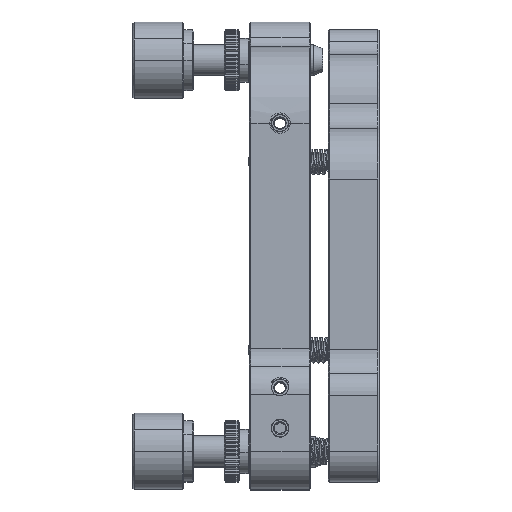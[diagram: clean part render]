
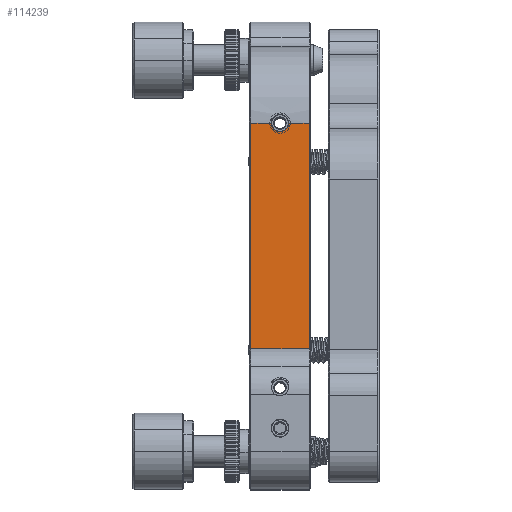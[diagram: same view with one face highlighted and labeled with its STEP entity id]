
A CAD part, top view. The second image highlights one B-rep face of the part: STEP entity #114239.
In plain terms, the highlighted planar face has unit normal (0, 0, 1).
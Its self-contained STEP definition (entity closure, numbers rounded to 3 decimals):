
#481 = CARTESIAN_POINT ( 'NONE',  ( -16.242, 16.912, 96. ) ) ;
#1066 = CARTESIAN_POINT ( 'NONE',  ( -14.327, 16.196, 96. ) ) ;
#1672 = CARTESIAN_POINT ( 'NONE',  ( -16.47, 17.571, 96. ) ) ;
#2862 = CARTESIAN_POINT ( 'NONE',  ( -14.427, 16.167, 96. ) ) ;
#3617 = VERTEX_POINT ( 'NONE', #111447 ) ;
#4700 = DIRECTION ( 'NONE',  ( 0., 1., 0. ) ) ;
#5634 = LINE ( 'NONE', #51604, #68998 ) ;
#7969 = CARTESIAN_POINT ( 'NONE',  ( -20.581, -4.422, 96. ) ) ;
#9582 = CARTESIAN_POINT ( 'NONE',  ( -13.511, 16.771, 96. ) ) ;
#10183 = CARTESIAN_POINT ( 'NONE',  ( -15.028, 16.118, 96. ) ) ;
#10769 = CARTESIAN_POINT ( 'NONE',  ( -13.183, 17.667, 96. ) ) ;
#11373 = CARTESIAN_POINT ( 'NONE',  ( -14.556, 16.141, 96. ) ) ;
#11962 = CARTESIAN_POINT ( 'NONE',  ( -13.337, 17.059, 96. ) ) ;
#13506 = VECTOR ( 'NONE', #46042, 1000. ) ;
#14796 = CARTESIAN_POINT ( 'NONE',  ( -9.081, 17.768, 96. ) ) ;
#15085 = PLANE ( 'NONE',  #58459 ) ;
#18646 = CARTESIAN_POINT ( 'NONE',  ( -15.828, 16.449, 96. ) ) ;
#19248 = CARTESIAN_POINT ( 'NONE',  ( -15.54, 16.274, 96. ) ) ;
#20442 = CARTESIAN_POINT ( 'NONE',  ( -13.181, 17.718, 96. ) ) ;
#24875 = VECTOR ( 'NONE', #37905, 1000. ) ;
#25344 = EDGE_CURVE ( 'NONE', #77932, #99107, #83295, .T. ) ;
#28895 = CARTESIAN_POINT ( 'NONE',  ( -16.078, 16.681, 96. ) ) ;
#30200 = VECTOR ( 'NONE', #99074, 1000. ) ;
#30739 = ORIENTED_EDGE ( 'NONE', *, *, #57049, .T. ) ;
#37389 = CARTESIAN_POINT ( 'NONE',  ( -16.322, 17.059, 96. ) ) ;
#37905 = DIRECTION ( 'NONE',  ( 1., 0., 0. ) ) ;
#37979 = CARTESIAN_POINT ( 'NONE',  ( -16.151, 16.772, 96. ) ) ;
#38577 = CARTESIAN_POINT ( 'NONE',  ( -16.479, 17.669, 96. ) ) ;
#39181 = CARTESIAN_POINT ( 'NONE',  ( -14.581, 16.137, 96. ) ) ;
#40352 = CARTESIAN_POINT ( 'NONE',  ( -20.581, 17.768, 96. ) ) ;
#44671 = LINE ( 'NONE', #61606, #30200 ) ;
#46042 = DIRECTION ( 'NONE',  ( 0., -1., 0. ) ) ;
#46464 = CARTESIAN_POINT ( 'NONE',  ( -13.744, 16.521, 96. ) ) ;
#47059 = CARTESIAN_POINT ( 'NONE',  ( -14.631, 16.13, 96. ) ) ;
#47636 = CARTESIAN_POINT ( 'NONE',  ( -14.658, 16.127, 96. ) ) ;
#48241 = CARTESIAN_POINT ( 'NONE',  ( -16.463, 17.518, 96. ) ) ;
#48842 = CARTESIAN_POINT ( 'NONE',  ( -13.388, 16.959, 96. ) ) ;
#50544 = CARTESIAN_POINT ( 'NONE',  ( -9.081, -26.612, 96. ) ) ;
#51604 = CARTESIAN_POINT ( 'NONE',  ( -14.831, 17.768, 96. ) ) ;
#54862 = CARTESIAN_POINT ( 'NONE',  ( -14.831, -26.612, 96. ) ) ;
#55189 = EDGE_CURVE ( 'NONE', #101665, #3617, #103068, .T. ) ;
#56124 = CARTESIAN_POINT ( 'NONE',  ( -15.918, 16.521, 96. ) ) ;
#56692 = ORIENTED_EDGE ( 'NONE', *, *, #75674, .T. ) ;
#56720 = CARTESIAN_POINT ( 'NONE',  ( -14.273, 16.214, 96. ) ) ;
#57049 = EDGE_CURVE ( 'NONE', #3617, #81071, #44671, .T. ) ;
#57320 = CARTESIAN_POINT ( 'NONE',  ( -13.835, 16.448, 96. ) ) ;
#58459 = AXIS2_PLACEMENT_3D ( 'NONE', #110439, #119545, #98507 ) ;
#58678 = VERTEX_POINT ( 'NONE', #14796 ) ;
#61044 = FACE_OUTER_BOUND ( 'NONE', #67041, .T. ) ;
#61606 = CARTESIAN_POINT ( 'NONE',  ( -14.831, 17.768, 96. ) ) ;
#64597 = CARTESIAN_POINT ( 'NONE',  ( -16.481, 17.718, 96. ) ) ;
#65181 = CARTESIAN_POINT ( 'NONE',  ( -13.199, 17.519, 96. ) ) ;
#66400 = CARTESIAN_POINT ( 'NONE',  ( -14.122, 16.277, 96. ) ) ;
#67041 = EDGE_LOOP ( 'NONE', ( #99434, #119362, #56692, #105398, #106454, #30739 ) ) ;
#68998 = VECTOR ( 'NONE', #97547, 1000. ) ;
#73716 = EDGE_CURVE ( 'NONE', #81071, #77932, #119256, .T. ) ;
#74269 = CARTESIAN_POINT ( 'NONE',  ( -16.345, 17.111, 96. ) ) ;
#74733 = CARTESIAN_POINT ( 'NONE',  ( -13.181, 17.768, 96. ) ) ;
#74866 = CARTESIAN_POINT ( 'NONE',  ( -16.403, 17.264, 96. ) ) ;
#75674 = EDGE_CURVE ( 'NONE', #99107, #58678, #88762, .T. ) ;
#76071 = CARTESIAN_POINT ( 'NONE',  ( -15.234, 16.153, 96. ) ) ;
#76648 = CARTESIAN_POINT ( 'NONE',  ( -14.174, 16.254, 96. ) ) ;
#77932 = VERTEX_POINT ( 'NONE', #109867 ) ;
#80280 = CARTESIAN_POINT ( 'NONE',  ( -9.081, -4.422, 96. ) ) ;
#81071 = VERTEX_POINT ( 'NONE', #40352 ) ;
#83295 = LINE ( 'NONE', #54862, #24875 ) ;
#83372 = CARTESIAN_POINT ( 'NONE',  ( -16.271, 16.962, 96. ) ) ;
#83959 = CARTESIAN_POINT ( 'NONE',  ( -13.181, 17.768, 96. ) ) ;
#84548 = CARTESIAN_POINT ( 'NONE',  ( -16.444, 17.418, 96. ) ) ;
#85138 = CARTESIAN_POINT ( 'NONE',  ( -16.481, 17.768, 96. ) ) ;
#85733 = CARTESIAN_POINT ( 'NONE',  ( -13.584, 16.681, 96. ) ) ;
#88762 = LINE ( 'NONE', #80280, #117968 ) ;
#93007 = CARTESIAN_POINT ( 'NONE',  ( -16.432, 17.364, 96. ) ) ;
#93599 = CARTESIAN_POINT ( 'NONE',  ( -16.385, 17.211, 96. ) ) ;
#94189 = CARTESIAN_POINT ( 'NONE',  ( -14.782, 16.118, 96. ) ) ;
#94788 = CARTESIAN_POINT ( 'NONE',  ( -13.256, 17.263, 96. ) ) ;
#97547 = DIRECTION ( 'NONE',  ( -1., 0., 0. ) ) ;
#97823 = EDGE_CURVE ( 'NONE', #58678, #101665, #5634, .T. ) ;
#98507 = DIRECTION ( 'NONE',  ( 1., 0., 0. ) ) ;
#99074 = DIRECTION ( 'NONE',  ( -1., 0., 0. ) ) ;
#99107 = VERTEX_POINT ( 'NONE', #50544 ) ;
#99434 = ORIENTED_EDGE ( 'NONE', *, *, #73716, .T. ) ;
#101459 = CARTESIAN_POINT ( 'NONE',  ( -14.481, 16.155, 96. ) ) ;
#101665 = VERTEX_POINT ( 'NONE', #74733 ) ;
#102054 = CARTESIAN_POINT ( 'NONE',  ( -13.975, 16.357, 96. ) ) ;
#102662 = CARTESIAN_POINT ( 'NONE',  ( -13.227, 17.365, 96. ) ) ;
#103068 = B_SPLINE_CURVE_WITH_KNOTS ( 'NONE', 3,
 ( #83959, #20442, #10769, #103850, #65181, #102662, #94788, #11962, #48842, #9582, #85733, #46464, #57320, #102054, #112358, #66400, #76648, #56720, #1066, #2862, #101459, #11373, #39181, #47059, #47636, #113555, #94189, #10183, #76071, #19248, #111752, #18646, #56124, #28895, #37979, #481, #83372, #37389, #74269, #93599, #74866, #93007, #84548, #48241, #1672, #38577, #64597, #85138 ),
 .UNSPECIFIED., .F., .F.,
 ( 4, 2, 2, 2, 2, 2, 2, 2, 2, 2, 2, 2, 2, 2, 2, 2, 2, 2, 2, 2, 2, 2, 2, 4 ),
 ( 0., 0.031, 0.063, 0.125, 0.188, 0.25, 0.313, 0.344, 0.375, 0.406, 0.438, 0.453, 0.469, 0.5, 0.625, 0.688, 0.75, 0.813, 0.844, 0.875, 0.906, 0.938, 0.969, 1. ),
 .UNSPECIFIED. ) ;
#103850 = CARTESIAN_POINT ( 'NONE',  ( -13.192, 17.567, 96. ) ) ;
#105398 = ORIENTED_EDGE ( 'NONE', *, *, #97823, .T. ) ;
#106454 = ORIENTED_EDGE ( 'NONE', *, *, #55189, .T. ) ;
#109867 = CARTESIAN_POINT ( 'NONE',  ( -20.581, -26.612, 96. ) ) ;
#110439 = CARTESIAN_POINT ( 'NONE',  ( -21.732, -31.051, 96. ) ) ;
#111447 = CARTESIAN_POINT ( 'NONE',  ( -16.481, 17.768, 96. ) ) ;
#111752 = CARTESIAN_POINT ( 'NONE',  ( -15.64, 16.325, 96. ) ) ;
#112358 = CARTESIAN_POINT ( 'NONE',  ( -14.024, 16.328, 96. ) ) ;
#113555 = CARTESIAN_POINT ( 'NONE',  ( -14.732, 16.12, 96. ) ) ;
#114239 = ADVANCED_FACE ( 'NONE', ( #61044 ), #15085, .T. ) ;
#117968 = VECTOR ( 'NONE', #4700, 1000. ) ;
#119256 = LINE ( 'NONE', #7969, #13506 ) ;
#119362 = ORIENTED_EDGE ( 'NONE', *, *, #25344, .T. ) ;
#119545 = DIRECTION ( 'NONE',  ( 0., 0., 1. ) ) ;
